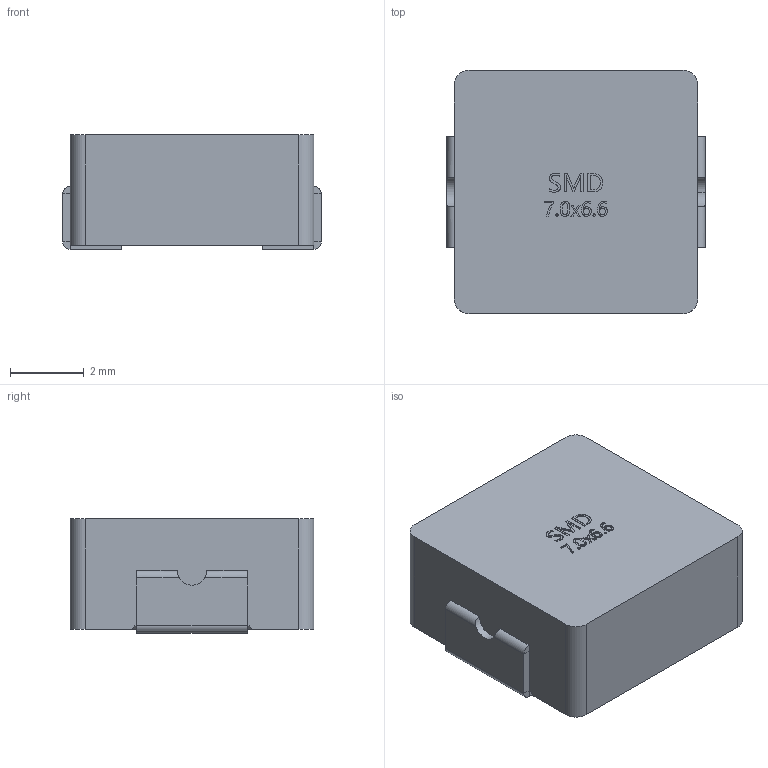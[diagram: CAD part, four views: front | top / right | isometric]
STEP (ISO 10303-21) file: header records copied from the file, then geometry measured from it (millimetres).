
FILE_DESCRIPTION (( 'STEP AP214' ), '1' );
FILE_NAME ('3D_PCB1_2022-02-28.STEP', '2022-02-28T02:37:08', ( '' ), ( '' ), 'SwSTEP 2.0', 'SolidWorks 2021', '' );
FILE_SCHEMA (( 'AUTOMOTIVE_DESIGN' ));
Length unit declared in the file: millimetre
Products named in the file (5): 3D_PCB1_2022-02-28.step; U1.step; 3D_PCB1_2022-02-28; IND-SMD_L7.0-W6.6.step; SOLID.step
Assembly tree (4 placements, depth 5):
  3D_PCB1_2022-02-28
    3D_PCB1_2022-02-28.step
      U1.step
        IND-SMD_L7.0-W6.6.step
          SOLID.step
Bounding box: 7 x 6.6 x 3.1 mm (x, y, z)
Volume: 132.7 mm3; surface area: 170.5 mm2
Topology: 1 solids, 1 shells, 236 faces, 619 edges, 406 vertices
Faces by surface type: plane 142, bspline 81, cylinder 13
Entity records: 12639 total; most frequent: CARTESIAN_POINT 6004, ORIENTED_EDGE 1238, DIRECTION 805, EDGE_CURVE 619, LINE 431, VECTOR 431, VERTEX_POINT 406, EDGE_LOOP 257
